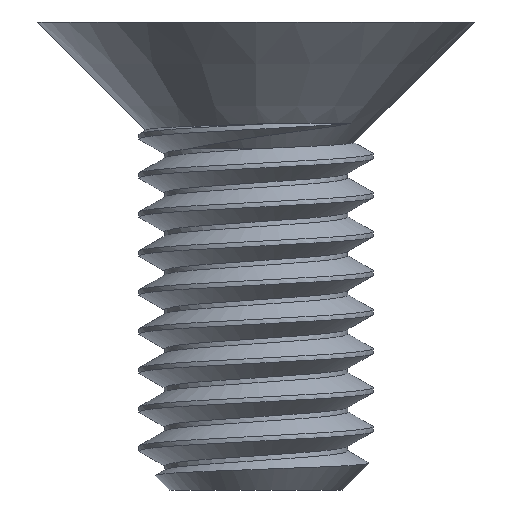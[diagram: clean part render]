
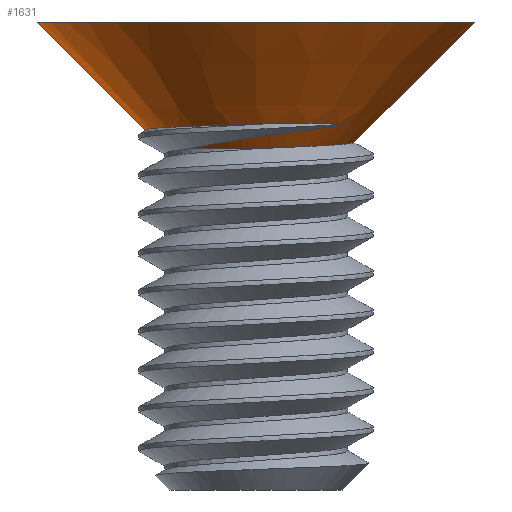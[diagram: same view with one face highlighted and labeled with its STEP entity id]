
A CAD part, left-side view. The second image highlights one B-rep face of the part: STEP entity #1631.
In plain terms, the highlighted conical face has half-angle 45 degrees and reference radius 1.5 mm.
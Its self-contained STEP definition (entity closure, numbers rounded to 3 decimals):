
#51 = CARTESIAN_POINT ( 'NONE',  ( -1.257, -0.653, 0.263 ) ) ;
#78 = B_SPLINE_CURVE_WITH_KNOTS ( 'NONE', 3,
 ( #1754, #830, #2655, #1733, #2431, #601 ),
 .UNSPECIFIED., .F., .F.,
 ( 4, 2, 4 ),
 ( 0., 0., 0.001 ),
 .UNSPECIFIED. ) ;
#152 = VERTEX_POINT ( 'NONE', #2927 ) ;
#159 = CARTESIAN_POINT ( 'NONE',  ( -0.414, 1.37, 0.277 ) ) ;
#160 = CARTESIAN_POINT ( 'NONE',  ( 0., -1.254, 0.104 ) ) ;
#176 = CARTESIAN_POINT ( 'NONE',  ( -1.248, 0.773, 0.314 ) ) ;
#244 = ORIENTED_EDGE ( 'NONE', *, *, #1763, .T. ) ;
#257 = CARTESIAN_POINT ( 'NONE',  ( -1.483, -0.225, 0.35 ) ) ;
#298 = DIRECTION ( 'NONE',  ( 0., -1., 0. ) ) ;
#301 = AXIS2_PLACEMENT_3D ( 'NONE', #2633, #2883, #298 ) ;
#313 = CARTESIAN_POINT ( 'NONE',  ( -1.288, -0.561, 0.252 ) ) ;
#340 = VERTEX_POINT ( 'NONE', #2429 ) ;
#377 = EDGE_CURVE ( 'NONE', #2360, #856, #896, .T. ) ;
#402 = CARTESIAN_POINT ( 'NONE',  ( -1.487, 0.195, 0.335 ) ) ;
#410 = CARTESIAN_POINT ( 'NONE',  ( -1.507, -0.016, 0.343 ) ) ;
#435 = CARTESIAN_POINT ( 'NONE',  ( -0.977, 1.092, 0.3 ) ) ;
#462 = EDGE_CURVE ( 'NONE', #949, #1496, #988, .T. ) ;
#509 = CARTESIAN_POINT ( 'NONE',  ( 0., 1.413, 0.263 ) ) ;
#525 = ORIENTED_EDGE ( 'NONE', *, *, #377, .T. ) ;
#576 = CIRCLE ( 'NONE', #2224, 2.8 ) ;
#601 = CARTESIAN_POINT ( 'NONE',  ( -1.175, -0.003, 0.025 ) ) ;
#722 = EDGE_CURVE ( 'NONE', #1979, #2360, #1262, .T. ) ;
#748 = CARTESIAN_POINT ( 'NONE',  ( -1.334, 0.021, 0.17 ) ) ;
#830 = CARTESIAN_POINT ( 'NONE',  ( -0.937, 0.726, 0.025 ) ) ;
#856 = VERTEX_POINT ( 'NONE', #2571 ) ;
#869 = VECTOR ( 'NONE', #1214, 1000. ) ;
#881 = CARTESIAN_POINT ( 'NONE',  ( -1.351, 0.592, 0.321 ) ) ;
#896 = LINE ( 'NONE', #1317, #2025 ) ;
#918 = EDGE_CURVE ( 'NONE', #152, #1449, #1738, .T. ) ;
#948 = CARTESIAN_POINT ( 'NONE',  ( 0., 0., 1.65 ) ) ;
#949 = VERTEX_POINT ( 'NONE', #509 ) ;
#985 = CARTESIAN_POINT ( 'NONE',  ( -1.101, 0.563, 0.083 ) ) ;
#988 = B_SPLINE_CURVE_WITH_KNOTS ( 'NONE', 3,
 ( #1330, #1557, #2460, #159, #2048, #1127, #435, #2274, #176, #881, #2975, #402, #410, #1574 ),
 .UNSPECIFIED., .F., .F.,
 ( 4, 2, 2, 2, 2, 2, 4 ),
 ( 0.006, 0.006, 0.007, 0.007, 0.008, 0.008, 0.009 ),
 .UNSPECIFIED. ) ;
#1008 = ORIENTED_EDGE ( 'NONE', *, *, #722, .T. ) ;
#1011 = CARTESIAN_POINT ( 'NONE',  ( 0., -1.254, 0.104 ) ) ;
#1107 = DIRECTION ( 'NONE',  ( 0., -0.707, 0.707 ) ) ;
#1127 = CARTESIAN_POINT ( 'NONE',  ( -0.802, 1.217, 0.292 ) ) ;
#1148 = EDGE_LOOP ( 'NONE', ( #2705, #1898, #2645, #2037, #244, #1008, #525, #2789 ) ) ;
#1179 = DIRECTION ( 'NONE',  ( 0., 1., 0. ) ) ;
#1214 = DIRECTION ( 'NONE',  ( 0., 0.707, 0.707 ) ) ;
#1239 = CARTESIAN_POINT ( 'NONE',  ( -0.948, -1.15, 0.337 ) ) ;
#1249 = CARTESIAN_POINT ( 'NONE',  ( -0.906, 0.779, 0.041 ) ) ;
#1253 = CARTESIAN_POINT ( 'NONE',  ( -0.317, -1.211, 0.092 ) ) ;
#1262 = B_SPLINE_CURVE_WITH_KNOTS ( 'NONE', 3,
 ( #2411, #2642, #1771, #2590, #2878, #2832, #2866, #1253, #1895, #1011 ),
 .UNSPECIFIED., .F., .F.,
 ( 4, 2, 2, 2, 4 ),
 ( 0., 0., 0.001, 0.001, 0.002 ),
 .UNSPECIFIED. ) ;
#1317 = CARTESIAN_POINT ( 'NONE',  ( 0., -1.5, 0.35 ) ) ;
#1330 = CARTESIAN_POINT ( 'NONE',  ( 0., 1.413, 0.263 ) ) ;
#1347 = EDGE_CURVE ( 'NONE', #340, #856, #576, .T. ) ;
#1411 = DIRECTION ( 'NONE',  ( 0., 0., -1. ) ) ;
#1424 = CARTESIAN_POINT ( 'NONE',  ( 0., 0., 0.35 ) ) ;
#1449 = VERTEX_POINT ( 'NONE', #1847 ) ;
#1456 = CARTESIAN_POINT ( 'NONE',  ( -1.338, -0.27, 0.212 ) ) ;
#1496 = VERTEX_POINT ( 'NONE', #257 ) ;
#1524 = FACE_OUTER_BOUND ( 'NONE', #1148, .T. ) ;
#1557 = CARTESIAN_POINT ( 'NONE',  ( -0.105, 1.416, 0.266 ) ) ;
#1574 = CARTESIAN_POINT ( 'NONE',  ( -1.483, -0.225, 0.35 ) ) ;
#1628 = DIRECTION ( 'NONE',  ( 0., -1., 0. ) ) ;
#1631 = ADVANCED_FACE ( 'NONE', ( #1524 ), #1978, .T. ) ;
#1676 = CARTESIAN_POINT ( 'NONE',  ( -0.876, -1.218, 0.35 ) ) ;
#1733 = CARTESIAN_POINT ( 'NONE',  ( -1.144, 0.309, 0.025 ) ) ;
#1738 = B_SPLINE_CURVE_WITH_KNOTS ( 'NONE', 3,
 ( #1676, #1239, #2591, #2159, #2839, #51, #313, #2388, #1456, #748, #2348, #1913, #985, #2338, #1249, #2873 ),
 .UNSPECIFIED., .F., .F.,
 ( 4, 2, 2, 2, 2, 2, 2, 4 ),
 ( 0., 0., 0.001, 0.001, 0.001, 0.002, 0.002, 0.002 ),
 .UNSPECIFIED. ) ;
#1754 = CARTESIAN_POINT ( 'NONE',  ( -0.826, 0.836, 0.025 ) ) ;
#1763 = EDGE_CURVE ( 'NONE', #1449, #1979, #78, .T. ) ;
#1771 = CARTESIAN_POINT ( 'NONE',  ( -1.156, -0.323, 0.039 ) ) ;
#1847 = CARTESIAN_POINT ( 'NONE',  ( -0.826, 0.836, 0.025 ) ) ;
#1895 = CARTESIAN_POINT ( 'NONE',  ( -0.158, -1.249, 0.099 ) ) ;
#1896 = CARTESIAN_POINT ( 'NONE',  ( 0., 1.5, 0.35 ) ) ;
#1898 = ORIENTED_EDGE ( 'NONE', *, *, #462, .T. ) ;
#1913 = CARTESIAN_POINT ( 'NONE',  ( -1.155, 0.479, 0.097 ) ) ;
#1978 = CONICAL_SURFACE ( 'NONE', #301, 1.5, 0.785 ) ;
#1979 = VERTEX_POINT ( 'NONE', #2026 ) ;
#2025 = VECTOR ( 'NONE', #1107, 1000. ) ;
#2026 = CARTESIAN_POINT ( 'NONE',  ( -1.175, -0.003, 0.025 ) ) ;
#2037 = ORIENTED_EDGE ( 'NONE', *, *, #918, .T. ) ;
#2048 = CARTESIAN_POINT ( 'NONE',  ( -0.515, 1.339, 0.281 ) ) ;
#2087 = AXIS2_PLACEMENT_3D ( 'NONE', #1424, #1411, #1179 ) ;
#2154 = CIRCLE ( 'NONE', #2087, 1.5 ) ;
#2159 = CARTESIAN_POINT ( 'NONE',  ( -1.126, -0.917, 0.3 ) ) ;
#2201 = EDGE_CURVE ( 'NONE', #949, #340, #2946, .T. ) ;
#2224 = AXIS2_PLACEMENT_3D ( 'NONE', #948, #2771, #1628 ) ;
#2274 = CARTESIAN_POINT ( 'NONE',  ( -1.186, 0.859, 0.311 ) ) ;
#2338 = CARTESIAN_POINT ( 'NONE',  ( -0.977, 0.712, 0.056 ) ) ;
#2348 = CARTESIAN_POINT ( 'NONE',  ( -1.286, 0.217, 0.14 ) ) ;
#2360 = VERTEX_POINT ( 'NONE', #160 ) ;
#2388 = CARTESIAN_POINT ( 'NONE',  ( -1.329, -0.37, 0.226 ) ) ;
#2411 = CARTESIAN_POINT ( 'NONE',  ( -1.175, -0.003, 0.025 ) ) ;
#2429 = CARTESIAN_POINT ( 'NONE',  ( 0., 2.8, 1.65 ) ) ;
#2431 = CARTESIAN_POINT ( 'NONE',  ( -1.176, 0.153, 0.025 ) ) ;
#2460 = CARTESIAN_POINT ( 'NONE',  ( -0.208, 1.408, 0.27 ) ) ;
#2571 = CARTESIAN_POINT ( 'NONE',  ( 0., -2.8, 1.65 ) ) ;
#2590 = CARTESIAN_POINT ( 'NONE',  ( -1.043, -0.62, 0.052 ) ) ;
#2591 = CARTESIAN_POINT ( 'NONE',  ( -1.013, -1.076, 0.325 ) ) ;
#2609 = EDGE_CURVE ( 'NONE', #152, #1496, #2154, .T. ) ;
#2633 = CARTESIAN_POINT ( 'NONE',  ( 0., 0., 0.35 ) ) ;
#2642 = CARTESIAN_POINT ( 'NONE',  ( -1.182, -0.164, 0.032 ) ) ;
#2645 = ORIENTED_EDGE ( 'NONE', *, *, #2609, .F. ) ;
#2655 = CARTESIAN_POINT ( 'NONE',  ( -1.025, 0.596, 0.025 ) ) ;
#2705 = ORIENTED_EDGE ( 'NONE', *, *, #2201, .F. ) ;
#2771 = DIRECTION ( 'NONE',  ( 0., 0., 1. ) ) ;
#2789 = ORIENTED_EDGE ( 'NONE', *, *, #1347, .F. ) ;
#2832 = CARTESIAN_POINT ( 'NONE',  ( -0.738, -0.987, 0.072 ) ) ;
#2839 = CARTESIAN_POINT ( 'NONE',  ( -1.176, -0.831, 0.287 ) ) ;
#2866 = CARTESIAN_POINT ( 'NONE',  ( -0.605, -1.081, 0.079 ) ) ;
#2873 = CARTESIAN_POINT ( 'NONE',  ( -0.826, 0.836, 0.025 ) ) ;
#2878 = CARTESIAN_POINT ( 'NONE',  ( -0.955, -0.757, 0.058 ) ) ;
#2883 = DIRECTION ( 'NONE',  ( 0., 0., 1. ) ) ;
#2927 = CARTESIAN_POINT ( 'NONE',  ( -0.876, -1.218, 0.35 ) ) ;
#2946 = LINE ( 'NONE', #1896, #869 ) ;
#2975 = CARTESIAN_POINT ( 'NONE',  ( -1.393, 0.495, 0.324 ) ) ;
